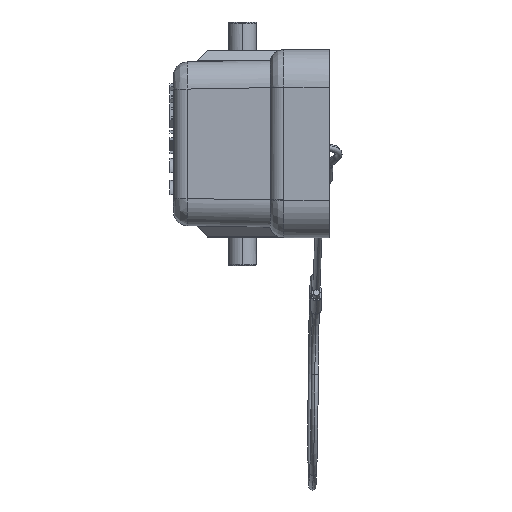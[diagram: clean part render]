
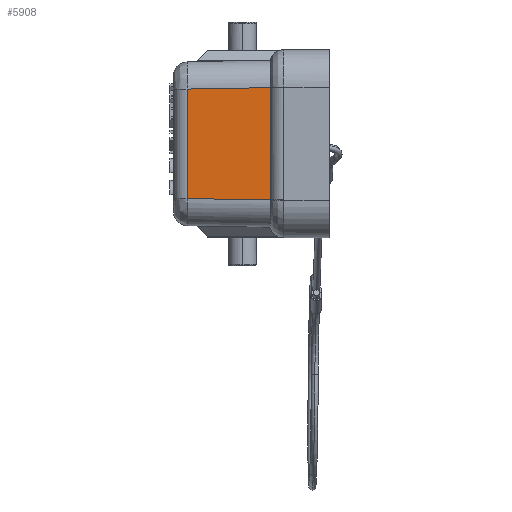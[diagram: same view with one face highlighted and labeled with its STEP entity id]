
A CAD part, left-side view. The second image highlights one B-rep face of the part: STEP entity #5908.
In plain terms, the highlighted planar face has unit normal (-1, 0.018, 0).
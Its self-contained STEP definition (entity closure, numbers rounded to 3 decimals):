
#535=DIRECTION('',(0.,0.,1.));
#536=VECTOR('',#535,15.729);
#537=CARTESIAN_POINT('',(-11.764,13.535,-7.864));
#538=LINE('',#537,#536);
#1309=DIRECTION('',(-0.017,-1.,-0.017));
#1310=VECTOR('',#1309,11.939);
#1311=CARTESIAN_POINT('',(-11.764,13.535,
-7.864));
#1312=LINE('',#1311,#1310);
#1313=DIRECTION('',(0.017,1.,-0.017));
#1314=VECTOR('',#1313,11.939);
#1315=CARTESIAN_POINT('',(-11.972,1.6,8.073));
#1316=LINE('',#1315,#1314);
#1371=DIRECTION('',(0.,0.,-1.));
#1372=VECTOR('',#1371,16.145);
#1373=CARTESIAN_POINT('',(-11.972,1.6,8.073));
#1374=LINE('',#1373,#1372);
#1385=CARTESIAN_POINT('',(-11.972,1.6,8.073));
#3221=CARTESIAN_POINT('',(-11.764,13.535,7.864));
#3223=VERTEX_POINT('',#3221);
#3485=CARTESIAN_POINT('',(-11.764,13.535,
-7.864));
#3486=VERTEX_POINT('',#3485);
#3516=CARTESIAN_POINT('',(-11.972,1.6,
-8.073));
#3517=VERTEX_POINT('',#3516);
#3723=VERTEX_POINT('',#1385);
#5895=CARTESIAN_POINT('',(-12.,0.,-13.448));
#5896=DIRECTION('',(-1.,0.017,0.));
#5897=DIRECTION('',(-0.017,-1.,0.));
#5898=AXIS2_PLACEMENT_3D('',#5895,#5896,#5897);
#5899=PLANE('',#5898);
#5901=ORIENTED_EDGE('',*,*,#5900,.F.);
#5902=ORIENTED_EDGE('',*,*,#4826,.T.);
#5903=ORIENTED_EDGE('',*,*,#5882,.F.);
#5905=ORIENTED_EDGE('',*,*,#5904,.T.);
#5906=EDGE_LOOP('',(#5901,#5902,#5903,#5905));
#5907=FACE_OUTER_BOUND('',#5906,.F.);
#5908=ADVANCED_FACE('',(#5907),#5899,.T.);
#4826=EDGE_CURVE('',#3486,#3223,#538,.T.);
#5882=EDGE_CURVE('',#3723,#3223,#1316,.T.);
#5900=EDGE_CURVE('',#3486,#3517,#1312,.T.);
#5904=EDGE_CURVE('',#3723,#3517,#1374,.T.);
